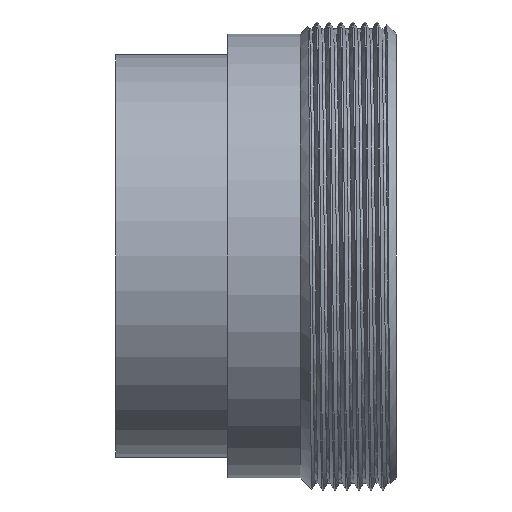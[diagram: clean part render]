
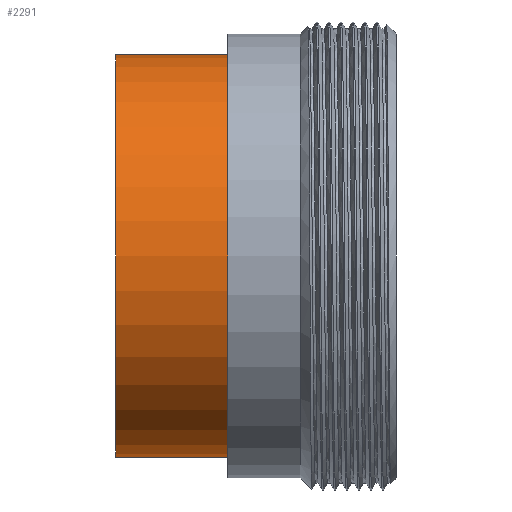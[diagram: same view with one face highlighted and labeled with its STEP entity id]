
A CAD part, front view. The second image highlights one B-rep face of the part: STEP entity #2291.
In plain terms, the highlighted cylindrical face has radius 25.101 mm (diameter 50.203 mm), a partial arc.
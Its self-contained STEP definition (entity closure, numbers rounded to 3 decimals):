
#29 = LINE ( 'NONE', #2162, #1896 ) ;
#495 = AXIS2_PLACEMENT_3D ( 'NONE', #3452, #4627, #3594 ) ;
#866 = CARTESIAN_POINT ( 'NONE',  ( -27.456, 0., 25.101 ) ) ;
#933 = CARTESIAN_POINT ( 'NONE',  ( -13.456, 0., -25.101 ) ) ;
#995 = EDGE_CURVE ( 'NONE', #4215, #5611, #6520, .T. ) ;
#1135 = DIRECTION ( 'NONE',  ( 0., 0., 1. ) ) ;
#1687 = ORIENTED_EDGE ( 'NONE', *, *, #6585, .F. ) ;
#1736 = CARTESIAN_POINT ( 'NONE',  ( -13.456, 0., 25.101 ) ) ;
#1896 = VECTOR ( 'NONE', #6420, 1000. ) ;
#2136 = EDGE_LOOP ( 'NONE', ( #1687, #5968, #4605, #6089 ) ) ;
#2162 = CARTESIAN_POINT ( 'NONE',  ( -123.429, 0., -25.101 ) ) ;
#2180 = FACE_OUTER_BOUND ( 'NONE', #2136, .T. ) ;
#2286 = AXIS2_PLACEMENT_3D ( 'NONE', #6354, #3227, #4681 ) ;
#2291 = ADVANCED_FACE ( 'NONE', ( #2180 ), #5458, .T. ) ;
#2641 = CARTESIAN_POINT ( 'NONE',  ( -27.456, 0., -25.101 ) ) ;
#2968 = EDGE_CURVE ( 'NONE', #5576, #5096, #6616, .T. ) ;
#3166 = DIRECTION ( 'NONE',  ( -1., 0., 0. ) ) ;
#3227 = DIRECTION ( 'NONE',  ( -1., 0., 0. ) ) ;
#3452 = CARTESIAN_POINT ( 'NONE',  ( -27.456, 0., 0. ) ) ;
#3594 = DIRECTION ( 'NONE',  ( 0., 0., 1. ) ) ;
#4078 = EDGE_CURVE ( 'NONE', #5096, #5611, #4246, .T. ) ;
#4215 = VERTEX_POINT ( 'NONE', #2641 ) ;
#4246 = LINE ( 'NONE', #6812, #6560 ) ;
#4456 = DIRECTION ( 'NONE',  ( -1., 0., 0. ) ) ;
#4605 = ORIENTED_EDGE ( 'NONE', *, *, #4078, .T. ) ;
#4627 = DIRECTION ( 'NONE',  ( -1., 0., 0. ) ) ;
#4681 = DIRECTION ( 'NONE',  ( 0., 0., 1. ) ) ;
#4729 = AXIS2_PLACEMENT_3D ( 'NONE', #6435, #4456, #1135 ) ;
#5096 = VERTEX_POINT ( 'NONE', #1736 ) ;
#5458 = CYLINDRICAL_SURFACE ( 'NONE', #4729, 25.101 ) ;
#5576 = VERTEX_POINT ( 'NONE', #933 ) ;
#5611 = VERTEX_POINT ( 'NONE', #866 ) ;
#5968 = ORIENTED_EDGE ( 'NONE', *, *, #2968, .T. ) ;
#6089 = ORIENTED_EDGE ( 'NONE', *, *, #995, .F. ) ;
#6354 = CARTESIAN_POINT ( 'NONE',  ( -13.456, 0., 0. ) ) ;
#6420 = DIRECTION ( 'NONE',  ( -1., 0., 0. ) ) ;
#6435 = CARTESIAN_POINT ( 'NONE',  ( -123.429, 0., 0. ) ) ;
#6520 = CIRCLE ( 'NONE', #495, 25.101 ) ;
#6560 = VECTOR ( 'NONE', #3166, 1000. ) ;
#6585 = EDGE_CURVE ( 'NONE', #5576, #4215, #29, .T. ) ;
#6616 = CIRCLE ( 'NONE', #2286, 25.101 ) ;
#6812 = CARTESIAN_POINT ( 'NONE',  ( -123.429, 0., 25.101 ) ) ;
